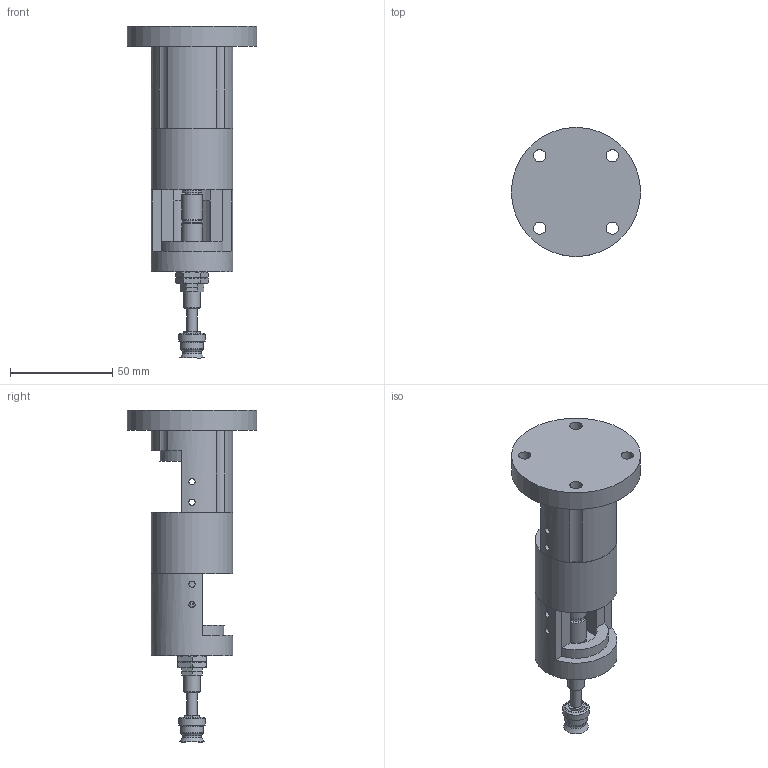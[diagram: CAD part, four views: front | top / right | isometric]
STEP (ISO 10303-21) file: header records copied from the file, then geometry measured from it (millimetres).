
FILE_DESCRIPTION(/* description */ (''),/* implementation_level */ '2;1');
FILE_NAME(/* name */ 'gripper_2.stp',/* time_stamp */ '2020-07-03T17:47:02+01:00',/* author */ ('romanp'),/* organization */ (''),/* preprocessor_version */ 'ST-DEVELOPER v17',/* originating_system */ 'Autodesk Inventor 2019',/* authorisation */ '');
FILE_SCHEMA (('AUTOMOTIVE_DESIGN { 1 0 10303 214 3 1 1 }'));
Products named in the file (12): Assembly_UR3GRIP; Part2_abbGripp; Part3_abbGripp; Part1_ur3Gripp; ZP3-T10BSJ10-B5; ZP3-T10BSJ10-B5.step_T2AJ,AK,BJ,BK(3,6,10)-B5_T2AJ10-B5; ZP10US; ZP10US.step_ZP7007 Pad_10; ZP10US.step_ZP7007 Lock Ring_10-16; KQ2S06-M5A; KQ2S06-M5A.step_KQ2S-metric_KQ2S06-M5A; ZPR20UNK10-06-A10.step_ZPR7011 Nut_10-32
Assembly tree (13 placements, depth 4):
  Assembly_UR3GRIP
    Part2_abbGripp
    Part3_abbGripp
    Part1_ur3Gripp
    ZPR20UNK10-06-A10.step_ZPR7011 Nut_10-32  x2
    ZP3-T10BSJ10-B5
      ZP3-T10BSJ10-B5.step_T2AJ,AK,BJ,BK(3,6,10)-B5_T2AJ10-B5
      ZP10US
        ZP10US.step_ZP7007 Pad_10
        ZP10US.step_ZP7007 Lock Ring_10-16
      KQ2S06-M5A  x2
        KQ2S06-M5A.step_KQ2S-metric_KQ2S06-M5A
Bounding box: 63 x 63 x 162 mm (x, y, z)
Volume: 123085.5 mm3; surface area: 46883.4 mm2
Topology: 10 solids, 10 shells, 280 faces, 736 edges, 496 vertices
Faces by surface type: plane 132, cylinder 74, cone 65, torus 9
Full cylindrical faces by diameter (mm): 1.79 x2, 1.8 x1, 3 x17, 4 x1, 4.2 x1, 5 x5, 6 x6, 6.3 x2, 7 x1, 7.5 x2, 8 x3, 9.7 x2, 10 x7, 11 x1, 13 x1, 40 x2, 63 x1
Entity records: 8122 total; most frequent: CARTESIAN_POINT 1704, DIRECTION 1300, ORIENTED_EDGE 1224, EDGE_CURVE 612, AXIS2_PLACEMENT_3D 526, VERTEX_POINT 414, EDGE_LOOP 301, CIRCLE 272
